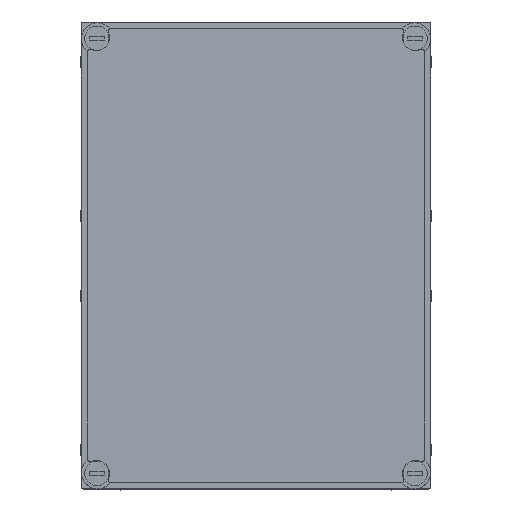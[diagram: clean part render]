
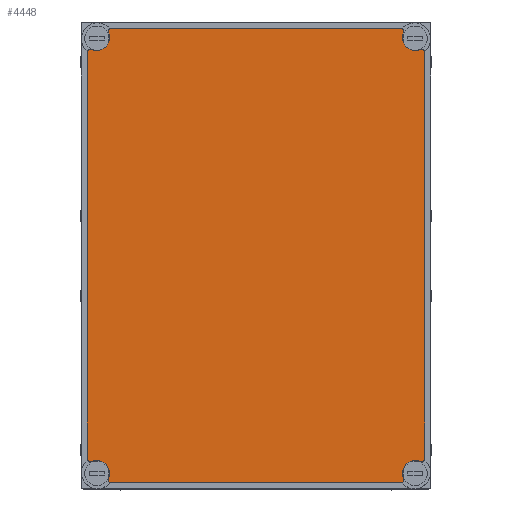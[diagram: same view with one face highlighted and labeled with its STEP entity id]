
A CAD part, top view. The second image highlights one B-rep face of the part: STEP entity #4448.
In plain terms, the highlighted planar face has unit normal (0, 0, 1).
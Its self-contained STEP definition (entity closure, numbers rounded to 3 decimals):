
#4448 = ADVANCED_FACE( '', ( #10376 ), #10377, .T. );
#10376 = FACE_OUTER_BOUND( '', #17906, .T. );
#10377 = PLANE( '', #17907 );
#17906 = EDGE_LOOP( '', ( #31054, #31055, #31056, #31057, #31058, #31059, #31060, #31061, #31062, #31063, #31064, #31065, #31066, #31067, #31068, #31069 ) );
#17907 = AXIS2_PLACEMENT_3D( '', #31070, #31071, #31072 );
#31054 = ORIENTED_EDGE( '', *, *, #48948, .F. );
#31055 = ORIENTED_EDGE( '', *, *, #48949, .T. );
#31056 = ORIENTED_EDGE( '', *, *, #48950, .F. );
#31057 = ORIENTED_EDGE( '', *, *, #48951, .T. );
#31058 = ORIENTED_EDGE( '', *, *, #48952, .F. );
#31059 = ORIENTED_EDGE( '', *, *, #45514, .F. );
#31060 = ORIENTED_EDGE( '', *, *, #48953, .F. );
#31061 = ORIENTED_EDGE( '', *, *, #46985, .T. );
#31062 = ORIENTED_EDGE( '', *, *, #48954, .F. );
#31063 = ORIENTED_EDGE( '', *, *, #48955, .F. );
#31064 = ORIENTED_EDGE( '', *, *, #48956, .F. );
#31065 = ORIENTED_EDGE( '', *, *, #48957, .T. );
#31066 = ORIENTED_EDGE( '', *, *, #48958, .F. );
#31067 = ORIENTED_EDGE( '', *, *, #47529, .T. );
#31068 = ORIENTED_EDGE( '', *, *, #46276, .F. );
#31069 = ORIENTED_EDGE( '', *, *, #48670, .T. );
#31070 = CARTESIAN_POINT( '', ( 0., 0., 180. ) );
#31071 = DIRECTION( '', ( 0., 0., 1. ) );
#31072 = DIRECTION( '', ( 1., 0., 0. ) );
#45514 = EDGE_CURVE( '', #55166, #55168, #55169, .T. );
#46276 = EDGE_CURVE( '', #56485, #56486, #56487, .F. );
#46985 = EDGE_CURVE( '', #57658, #57660, #57662, .F. );
#47529 = EDGE_CURVE( '', #58522, #56486, #58523, .T. );
#48670 = EDGE_CURVE( '', #56485, #60281, #60283, .F. );
#48948 = EDGE_CURVE( '', #60705, #60281, #60706, .F. );
#48949 = EDGE_CURVE( '', #60705, #60707, #60708, .T. );
#48950 = EDGE_CURVE( '', #60709, #60707, #60710, .F. );
#48951 = EDGE_CURVE( '', #60709, #60711, #60712, .F. );
#48952 = EDGE_CURVE( '', #55168, #60711, #60713, .F. );
#48953 = EDGE_CURVE( '', #57658, #55166, #60714, .F. );
#48954 = EDGE_CURVE( '', #60715, #57660, #60716, .F. );
#48955 = EDGE_CURVE( '', #60717, #60715, #60718, .T. );
#48956 = EDGE_CURVE( '', #60719, #60717, #60720, .F. );
#48957 = EDGE_CURVE( '', #60719, #60721, #60722, .F. );
#48958 = EDGE_CURVE( '', #58522, #60721, #60723, .F. );
#55166 = VERTEX_POINT( '', #68731 );
#55168 = VERTEX_POINT( '', #68734 );
#55169 = LINE( '', #68735, #68736 );
#56485 = VERTEX_POINT( '', #70493 );
#56486 = VERTEX_POINT( '', #70494 );
#56487 = CIRCLE( '', #70495, 3. );
#57658 = VERTEX_POINT( '', #72074 );
#57660 = VERTEX_POINT( '', #72077 );
#57662 = CIRCLE( '', #72080, 13.64 );
#58522 = VERTEX_POINT( '', #73230 );
#58523 = LINE( '', #73231, #73232 );
#60281 = VERTEX_POINT( '', #75583 );
#60283 = CIRCLE( '', #75586, 13.64 );
#60705 = VERTEX_POINT( '', #76167 );
#60706 = CIRCLE( '', #76168, 3. );
#60707 = VERTEX_POINT( '', #76169 );
#60708 = LINE( '', #76170, #76171 );
#60709 = VERTEX_POINT( '', #76172 );
#60710 = CIRCLE( '', #76173, 3. );
#60711 = VERTEX_POINT( '', #76174 );
#60712 = CIRCLE( '', #76175, 13.64 );
#60713 = CIRCLE( '', #76176, 3. );
#60714 = CIRCLE( '', #76177, 3. );
#60715 = VERTEX_POINT( '', #76178 );
#60716 = CIRCLE( '', #76179, 3. );
#60717 = VERTEX_POINT( '', #76180 );
#60718 = LINE( '', #76181, #76182 );
#60719 = VERTEX_POINT( '', #76183 );
#60720 = CIRCLE( '', #76184, 3. );
#60721 = VERTEX_POINT( '', #76185 );
#60722 = CIRCLE( '', #76186, 13.64 );
#60723 = CIRCLE( '', #76187, 3. );
#68731 = CARTESIAN_POINT( '', ( 466.451, 6.4, 180. ) );
#68734 = CARTESIAN_POINT( '', ( 31.549, 6.4, 180. ) );
#68735 = CARTESIAN_POINT( '', ( 498., 6.4, 180. ) );
#68736 = VECTOR( '', #84186, 1000. );
#70493 = CARTESIAN_POINT( '', ( 28.836, 362.32, 180. ) );
#70494 = CARTESIAN_POINT( '', ( 31.549, 366.6, 180. ) );
#70495 = AXIS2_PLACEMENT_3D( '', #85165, #85166, #85167 );
#72074 = CARTESIAN_POINT( '', ( 469.164, 10.68, 180. ) );
#72077 = CARTESIAN_POINT( '', ( 487.32, 28.836, 180. ) );
#72080 = AXIS2_PLACEMENT_3D( '', #86019, #86020, #86021 );
#73230 = CARTESIAN_POINT( '', ( 466.451, 366.6, 180. ) );
#73231 = CARTESIAN_POINT( '', ( 498., 366.6, 180. ) );
#73232 = VECTOR( '', #86708, 1000. );
#75583 = CARTESIAN_POINT( '', ( 10.68, 344.164, 180. ) );
#75586 = AXIS2_PLACEMENT_3D( '', #88164, #88165, #88166 );
#76167 = CARTESIAN_POINT( '', ( 6.4, 341.451, 180. ) );
#76168 = AXIS2_PLACEMENT_3D( '', #88461, #88462, #88463 );
#76169 = CARTESIAN_POINT( '', ( 6.4, 31.549, 180. ) );
#76170 = CARTESIAN_POINT( '', ( 6.4, 373., 180. ) );
#76171 = VECTOR( '', #88464, 1000. );
#76172 = CARTESIAN_POINT( '', ( 10.68, 28.836, 180. ) );
#76173 = AXIS2_PLACEMENT_3D( '', #88465, #88466, #88467 );
#76174 = CARTESIAN_POINT( '', ( 28.836, 10.68, 180. ) );
#76175 = AXIS2_PLACEMENT_3D( '', #88468, #88469, #88470 );
#76176 = AXIS2_PLACEMENT_3D( '', #88471, #88472, #88473 );
#76177 = AXIS2_PLACEMENT_3D( '', #88474, #88475, #88476 );
#76178 = CARTESIAN_POINT( '', ( 491.6, 31.549, 180. ) );
#76179 = AXIS2_PLACEMENT_3D( '', #88477, #88478, #88479 );
#76180 = CARTESIAN_POINT( '', ( 491.6, 341.451, 180. ) );
#76181 = CARTESIAN_POINT( '', ( 491.6, 373., 180. ) );
#76182 = VECTOR( '', #88480, 1000. );
#76183 = CARTESIAN_POINT( '', ( 487.32, 344.164, 180. ) );
#76184 = AXIS2_PLACEMENT_3D( '', #88481, #88482, #88483 );
#76185 = CARTESIAN_POINT( '', ( 469.164, 362.32, 180. ) );
#76186 = AXIS2_PLACEMENT_3D( '', #88484, #88485, #88486 );
#76187 = AXIS2_PLACEMENT_3D( '', #88487, #88488, #88489 );
#84186 = DIRECTION( '', ( -1., 0., 0. ) );
#85165 = CARTESIAN_POINT( '', ( 31.549, 363.6, 180. ) );
#85166 = DIRECTION( '', ( 0., 0., 1. ) );
#85167 = DIRECTION( '', ( 1., 0., 0. ) );
#86019 = CARTESIAN_POINT( '', ( 481.5, 16.5, 180. ) );
#86020 = DIRECTION( '', ( 0., 0., 1. ) );
#86021 = DIRECTION( '', ( 1., 0., 0. ) );
#86708 = DIRECTION( '', ( -1., 0., 0. ) );
#88164 = CARTESIAN_POINT( '', ( 16.5, 356.5, 180. ) );
#88165 = DIRECTION( '', ( 0., 0., 1. ) );
#88166 = DIRECTION( '', ( 1., 0., 0. ) );
#88461 = CARTESIAN_POINT( '', ( 9.4, 341.451, 180. ) );
#88462 = DIRECTION( '', ( 0., 0., 1. ) );
#88463 = DIRECTION( '', ( 1., 0., 0. ) );
#88464 = DIRECTION( '', ( 0., -1., 0. ) );
#88465 = CARTESIAN_POINT( '', ( 9.4, 31.549, 180. ) );
#88466 = DIRECTION( '', ( 0., 0., 1. ) );
#88467 = DIRECTION( '', ( 1., 0., 0. ) );
#88468 = CARTESIAN_POINT( '', ( 16.5, 16.5, 180. ) );
#88469 = DIRECTION( '', ( 0., 0., 1. ) );
#88470 = DIRECTION( '', ( 1., 0., 0. ) );
#88471 = CARTESIAN_POINT( '', ( 31.549, 9.4, 180. ) );
#88472 = DIRECTION( '', ( 0., 0., 1. ) );
#88473 = DIRECTION( '', ( 1., 0., 0. ) );
#88474 = CARTESIAN_POINT( '', ( 466.451, 9.4, 180. ) );
#88475 = DIRECTION( '', ( 0., 0., 1. ) );
#88476 = DIRECTION( '', ( 1., 0., 0. ) );
#88477 = CARTESIAN_POINT( '', ( 488.6, 31.549, 180. ) );
#88478 = DIRECTION( '', ( 0., 0., 1. ) );
#88479 = DIRECTION( '', ( 1., 0., 0. ) );
#88480 = DIRECTION( '', ( 0., -1., 0. ) );
#88481 = CARTESIAN_POINT( '', ( 488.6, 341.451, 180. ) );
#88482 = DIRECTION( '', ( 0., 0., 1. ) );
#88483 = DIRECTION( '', ( 1., 0., 0. ) );
#88484 = CARTESIAN_POINT( '', ( 481.5, 356.5, 180. ) );
#88485 = DIRECTION( '', ( 0., 0., 1. ) );
#88486 = DIRECTION( '', ( 1., 0., 0. ) );
#88487 = CARTESIAN_POINT( '', ( 466.451, 363.6, 180. ) );
#88488 = DIRECTION( '', ( 0., 0., 1. ) );
#88489 = DIRECTION( '', ( 1., 0., 0. ) );
